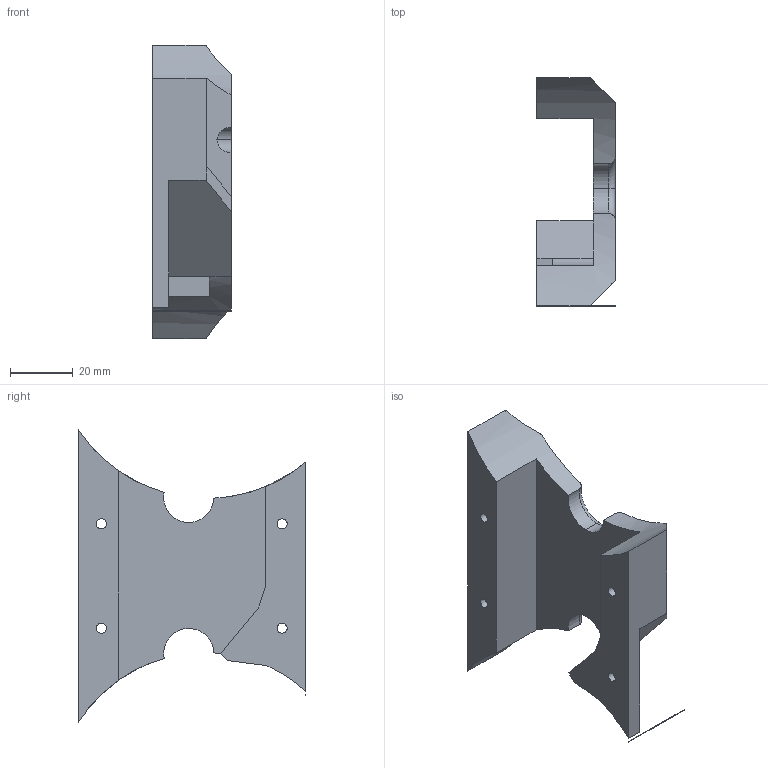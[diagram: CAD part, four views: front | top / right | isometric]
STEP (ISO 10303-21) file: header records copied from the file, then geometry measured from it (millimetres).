
FILE_DESCRIPTION (( 'STEP AP214' ), '1' );
FILE_NAME ('湮虯賦凳2.STEP', '2024-09-24T06:33:15', ( '' ), ( '' ), 'SwSTEP 2.0', 'SolidWorks 2020', '' );
FILE_SCHEMA (( 'AUTOMOTIVE_DESIGN' ));
Length unit declared in the file: millimetre
Products named in the file (1): 湮虯賦凳2
Bounding box: 25 x 72.73 x 93.59 mm (x, y, z)
Volume: 48934.7 mm3; surface area: 17687.3 mm2
Topology: 2 solids, 2 shells, 56 faces, 149 edges, 98 vertices
Faces by surface type: plane 28, cylinder 25, torus 3
Entity records: 1863 total; most frequent: CARTESIAN_POINT 385, DIRECTION 307, ORIENTED_EDGE 298, EDGE_CURVE 149, AXIS2_PLACEMENT_3D 114, VERTEX_POINT 98, LINE 79, VECTOR 79
